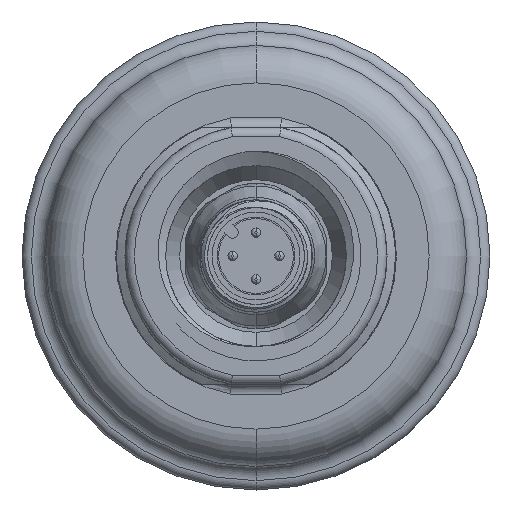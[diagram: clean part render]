
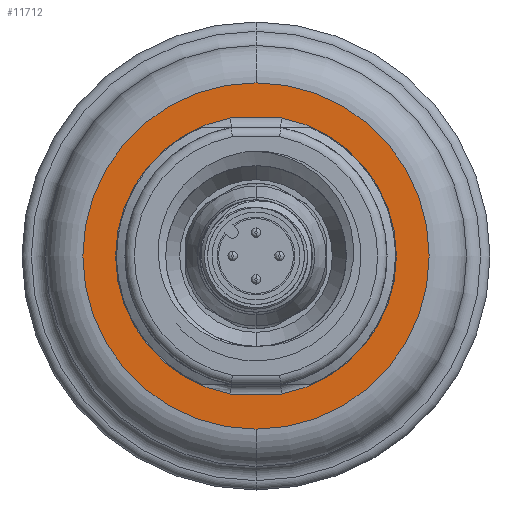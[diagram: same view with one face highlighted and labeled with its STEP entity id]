
A CAD part, front view. The second image highlights one B-rep face of the part: STEP entity #11712.
In plain terms, the highlighted planar face has unit normal (0, -1, 0).
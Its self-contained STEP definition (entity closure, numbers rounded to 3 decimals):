
#2133=CARTESIAN_POINT('',(0.,-3.,0.));
#2134=DIRECTION('',(0.,-1.,0.));
#2135=DIRECTION('',(0.,0.,-1.));
#2136=AXIS2_PLACEMENT_3D('',#2133,#2134,#2135);
#2138=CARTESIAN_POINT('',(0.,-3.,0.));
#2139=DIRECTION('',(0.,-1.,0.));
#2140=DIRECTION('',(0.,0.,1.));
#2141=AXIS2_PLACEMENT_3D('',#2138,#2139,#2140);
#2143=CARTESIAN_POINT('',(0.,-3.,0.));
#2144=DIRECTION('',(0.,-1.,0.));
#2145=DIRECTION('',(-0.182,0.,0.983));
#2146=AXIS2_PLACEMENT_3D('',#2143,#2144,#2145);
#2148=DIRECTION('',(1.,0.,0.));
#2149=VECTOR('',#2148,5.454);
#2150=CARTESIAN_POINT('',(-2.727,-3.,-14.75));
#2151=LINE('',#2150,#2149);
#2152=CARTESIAN_POINT('',(0.,-3.,0.));
#2153=DIRECTION('',(0.,-1.,0.));
#2154=DIRECTION('',(0.182,0.,-0.983));
#2155=AXIS2_PLACEMENT_3D('',#2152,#2153,#2154);
#2157=DIRECTION('',(-1.,0.,0.));
#2158=VECTOR('',#2157,5.454);
#2159=CARTESIAN_POINT('',(2.727,-3.,14.75));
#2160=LINE('',#2159,#2158);
#9081=CARTESIAN_POINT('',(-2.727,-3.,14.75));
#9082=CARTESIAN_POINT('',(-2.727,-3.,-14.75));
#9083=VERTEX_POINT('',#9081);
#9084=VERTEX_POINT('',#9082);
#9089=CARTESIAN_POINT('',(2.727,-3.,-14.75));
#9090=CARTESIAN_POINT('',(2.727,-3.,14.75));
#9091=VERTEX_POINT('',#9089);
#9092=VERTEX_POINT('',#9090);
#9341=CARTESIAN_POINT('',(0.,-3.,-18.5));
#9342=CARTESIAN_POINT('',(0.,-3.,18.5));
#9343=VERTEX_POINT('',#9341);
#9344=VERTEX_POINT('',#9342);
#11692=CARTESIAN_POINT('',(0.,-3.,0.));
#11693=DIRECTION('',(0.,-1.,0.));
#11694=DIRECTION('',(0.,0.,1.));
#11695=AXIS2_PLACEMENT_3D('',#11692,#11693,#11694);
#11696=PLANE('',#11695);
#11698=ORIENTED_EDGE('',*,*,#11697,.F.);
#11700=ORIENTED_EDGE('',*,*,#11699,.F.);
#11701=EDGE_LOOP('',(#11698,#11700));
#11702=FACE_OUTER_BOUND('',#11701,.F.);
#11703=ORIENTED_EDGE('',*,*,#11682,.T.);
#11705=ORIENTED_EDGE('',*,*,#11704,.T.);
#11707=ORIENTED_EDGE('',*,*,#11706,.T.);
#11709=ORIENTED_EDGE('',*,*,#11708,.T.);
#11710=EDGE_LOOP('',(#11703,#11705,#11707,#11709));
#11711=FACE_BOUND('',#11710,.F.);
#11712=ADVANCED_FACE('',(#11702,#11711),#11696,.T.);
#2137=CIRCLE('',#2136,18.5);
#2142=CIRCLE('',#2141,18.5);
#2147=CIRCLE('',#2146,15.);
#2156=CIRCLE('',#2155,15.);
#11682=EDGE_CURVE('',#9083,#9084,#2147,.T.);
#11697=EDGE_CURVE('',#9343,#9344,#2137,.T.);
#11699=EDGE_CURVE('',#9344,#9343,#2142,.T.);
#11704=EDGE_CURVE('',#9084,#9091,#2151,.T.);
#11706=EDGE_CURVE('',#9091,#9092,#2156,.T.);
#11708=EDGE_CURVE('',#9092,#9083,#2160,.T.);
